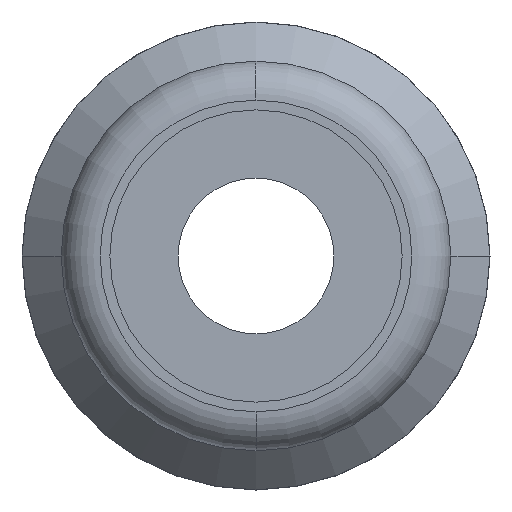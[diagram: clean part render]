
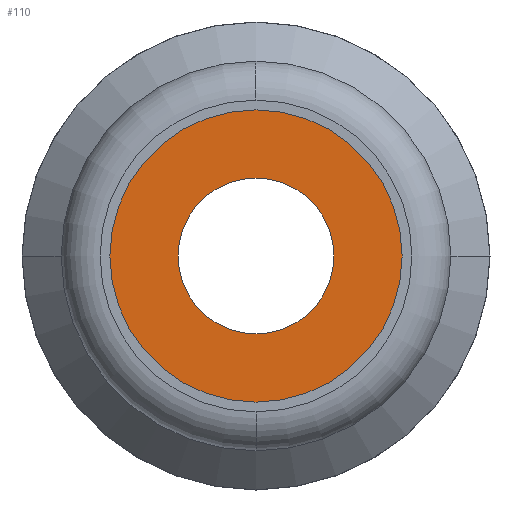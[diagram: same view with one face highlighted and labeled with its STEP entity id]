
A CAD part, front view. The second image highlights one B-rep face of the part: STEP entity #110.
In plain terms, the highlighted planar face has unit normal (0, -1, 0).
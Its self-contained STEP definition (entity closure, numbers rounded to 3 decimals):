
#110=ADVANCED_FACE('',(#248,#249),#250,.F.);
#248=FACE_BOUND('',#421,.T.);
#249=FACE_OUTER_BOUND('',#422,.T.);
#250=PLANE('',#423);
#421=EDGE_LOOP('',(#677,#678));
#422=EDGE_LOOP('',(#679,#680));
#423=AXIS2_PLACEMENT_3D('',#681,#682,#683);
#677=ORIENTED_EDGE('',*,*,#1036,.F.);
#678=ORIENTED_EDGE('',*,*,#1037,.F.);
#679=ORIENTED_EDGE('',*,*,#1038,.F.);
#680=ORIENTED_EDGE('',*,*,#1025,.F.);
#681=CARTESIAN_POINT('',(0.0,19.0,0.0));
#682=DIRECTION('',(-0.0,1.0,0.0));
#683=DIRECTION('',(1.0,0.0,0.0));
#1025=EDGE_CURVE('',#1221,#1216,#1223,.T.);
#1036=EDGE_CURVE('',#1240,#1241,#1242,.T.);
#1037=EDGE_CURVE('',#1241,#1240,#1243,.T.);
#1038=EDGE_CURVE('',#1216,#1221,#1244,.T.);
#1216=VERTEX_POINT('',#1460);
#1221=VERTEX_POINT('',#1466);
#1223=CIRCLE('',#1469,3.75);
#1240=VERTEX_POINT('',#1490);
#1241=VERTEX_POINT('',#1491);
#1242=CIRCLE('',#1492,2.0);
#1243=CIRCLE('',#1493,2.0);
#1244=CIRCLE('',#1494,3.75);
#1460=CARTESIAN_POINT('',(3.75,19.0,0.0));
#1466=CARTESIAN_POINT('',(-3.75,19.0,0.));
#1469=AXIS2_PLACEMENT_3D('',#1717,#1718,#1719);
#1490=CARTESIAN_POINT('',(-2.0,19.0,0.));
#1491=CARTESIAN_POINT('',(2.0,19.0,0.));
#1492=AXIS2_PLACEMENT_3D('',#1733,#1734,#1735);
#1493=AXIS2_PLACEMENT_3D('',#1736,#1737,#1738);
#1494=AXIS2_PLACEMENT_3D('',#1739,#1740,#1741);
#1717=CARTESIAN_POINT('',(0.0,19.0,0.0));
#1718=DIRECTION('',(-0.0,1.0,0.0));
#1719=DIRECTION('',(1.0,0.0,0.0));
#1733=CARTESIAN_POINT('',(0.0,19.0,0.0));
#1734=DIRECTION('',(0.0,-1.0,0.0));
#1735=DIRECTION('',(1.0,0.0,0.0));
#1736=CARTESIAN_POINT('',(0.0,19.0,0.0));
#1737=DIRECTION('',(0.0,-1.0,0.0));
#1738=DIRECTION('',(1.0,0.0,0.0));
#1739=CARTESIAN_POINT('',(0.0,19.0,0.0));
#1740=DIRECTION('',(-0.0,1.0,0.0));
#1741=DIRECTION('',(1.0,0.0,0.0));
